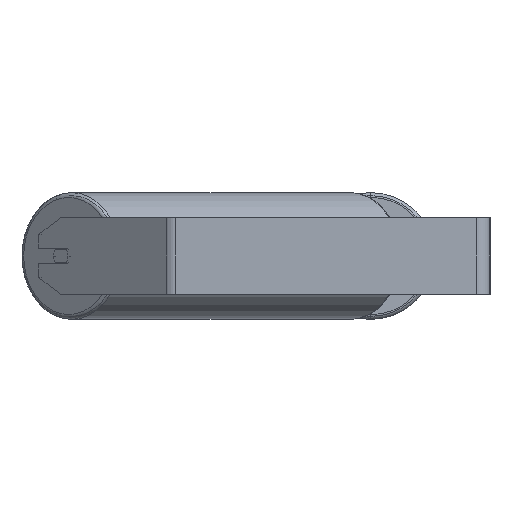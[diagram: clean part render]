
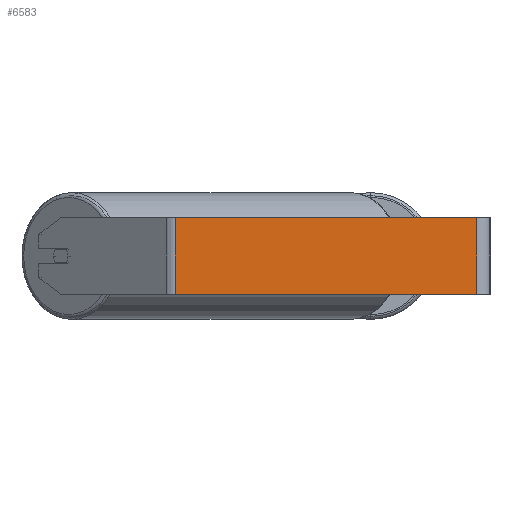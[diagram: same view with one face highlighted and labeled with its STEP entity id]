
A CAD part, left-side view. The second image highlights one B-rep face of the part: STEP entity #6583.
In plain terms, the highlighted planar face has unit normal (-1, 0, 0).
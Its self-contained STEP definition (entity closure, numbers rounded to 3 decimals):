
#12 = FACE_OUTER_BOUND ( 'NONE', #7281, .T. ) ;
#40 = EDGE_CURVE ( 'NONE', #5310, #2743, #8637, .T. ) ;
#57 = EDGE_CURVE ( 'NONE', #6462, #5310, #6469, .T. ) ;
#497 = DIRECTION ( 'NONE',  ( 0., 0., -1. ) ) ;
#1093 = VECTOR ( 'NONE', #8682, 1000. ) ;
#1291 = LINE ( 'NONE', #5979, #1093 ) ;
#1348 = VECTOR ( 'NONE', #497, 1000. ) ;
#1356 = EDGE_CURVE ( 'NONE', #1698, #2743, #8144, .T. ) ;
#1698 = VERTEX_POINT ( 'NONE', #3444 ) ;
#1832 = CARTESIAN_POINT ( 'NONE',  ( -745., 330.474, 40. ) ) ;
#1997 = ORIENTED_EDGE ( 'NONE', *, *, #5625, .F. ) ;
#2003 = DIRECTION ( 'NONE',  ( 1., 0., 0. ) ) ;
#2043 = CARTESIAN_POINT ( 'NONE',  ( -745., 14., 40. ) ) ;
#2622 = DIRECTION ( 'NONE',  ( 0., 0., -1. ) ) ;
#2743 = VERTEX_POINT ( 'NONE', #5353 ) ;
#3108 = CARTESIAN_POINT ( 'NONE',  ( -745., 330.474, 40. ) ) ;
#3444 = CARTESIAN_POINT ( 'NONE',  ( -745., 14., 40. ) ) ;
#4453 = VECTOR ( 'NONE', #7256, 1000. ) ;
#5266 = VECTOR ( 'NONE', #5360, 1000. ) ;
#5310 = VERTEX_POINT ( 'NONE', #6207 ) ;
#5333 = ORIENTED_EDGE ( 'NONE', *, *, #57, .T. ) ;
#5353 = CARTESIAN_POINT ( 'NONE',  ( -745., 14., -40. ) ) ;
#5360 = DIRECTION ( 'NONE',  ( 0., 0., -1. ) ) ;
#5625 = EDGE_CURVE ( 'NONE', #6462, #1698, #1291, .T. ) ;
#5979 = CARTESIAN_POINT ( 'NONE',  ( -745., 335.569, 40. ) ) ;
#5987 = PLANE ( 'NONE',  #7153 ) ;
#6207 = CARTESIAN_POINT ( 'NONE',  ( -745., 330.474, -40. ) ) ;
#6462 = VERTEX_POINT ( 'NONE', #1832 ) ;
#6469 = LINE ( 'NONE', #3108, #1348 ) ;
#6557 = CARTESIAN_POINT ( 'NONE',  ( -745., 335.569, -40. ) ) ;
#6583 = ADVANCED_FACE ( 'NONE', ( #12 ), #5987, .F. ) ;
#6784 = ORIENTED_EDGE ( 'NONE', *, *, #40, .T. ) ;
#7153 = AXIS2_PLACEMENT_3D ( 'NONE', #8688, #2003, #2622 ) ;
#7256 = DIRECTION ( 'NONE',  ( 0., -1., 0. ) ) ;
#7281 = EDGE_LOOP ( 'NONE', ( #6784, #8543, #1997, #5333 ) ) ;
#8144 = LINE ( 'NONE', #2043, #5266 ) ;
#8543 = ORIENTED_EDGE ( 'NONE', *, *, #1356, .F. ) ;
#8637 = LINE ( 'NONE', #6557, #4453 ) ;
#8682 = DIRECTION ( 'NONE',  ( 0., -1., 0. ) ) ;
#8688 = CARTESIAN_POINT ( 'NONE',  ( -745., 335.569, 40. ) ) ;
